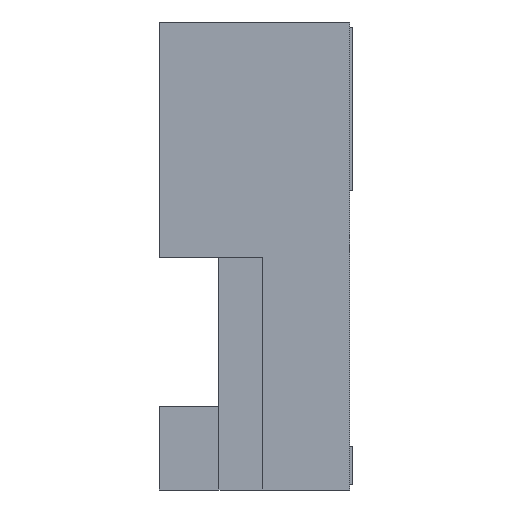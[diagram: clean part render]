
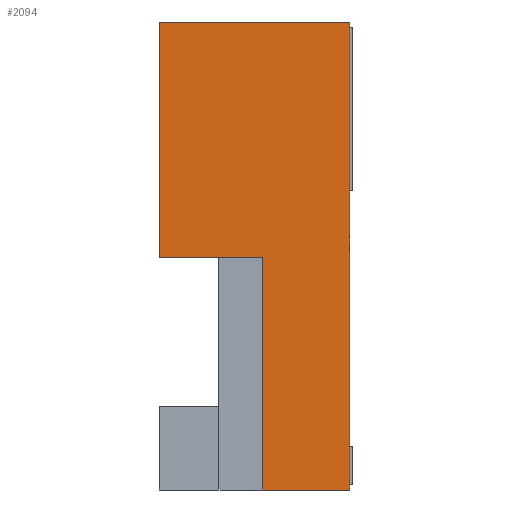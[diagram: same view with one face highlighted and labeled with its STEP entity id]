
A CAD part, left-side view. The second image highlights one B-rep face of the part: STEP entity #2094.
In plain terms, the highlighted planar face has unit normal (-1, 0, 0).
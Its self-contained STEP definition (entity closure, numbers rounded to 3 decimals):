
#59 = DIRECTION ( 'NONE',  ( 0., 0., 1. ) ) ;
#72 = CARTESIAN_POINT ( 'NONE',  ( -4.15, 0.03, -2.15 ) ) ;
#89 = CARTESIAN_POINT ( 'NONE',  ( -4.15, 1.78, -2.15 ) ) ;
#187 = DIRECTION ( 'NONE',  ( 0., 0., 1. ) ) ;
#194 = DIRECTION ( 'NONE',  ( 0., 1., 0. ) ) ;
#266 = CARTESIAN_POINT ( 'NONE',  ( -4.15, 0.03, -0.01 ) ) ;
#380 = LINE ( 'NONE', #89, #387 ) ;
#387 = VECTOR ( 'NONE', #59, 1000. ) ;
#404 = LINE ( 'NONE', #266, #407 ) ;
#407 = VECTOR ( 'NONE', #194, 1000. ) ;
#448 = LINE ( 'NONE', #72, #453 ) ;
#453 = VECTOR ( 'NONE', #187, 1000. ) ;
#1001 = LINE ( 'NONE', #2363, #1004 ) ;
#1003 = LINE ( 'NONE', #2478, #1006 ) ;
#1004 = VECTOR ( 'NONE', #2599, 1000. ) ;
#1006 = VECTOR ( 'NONE', #2516, 1000. ) ;
#1009 = LINE ( 'NONE', #2522, #1012 ) ;
#1012 = VECTOR ( 'NONE', #2524, 1000. ) ;
#1294 = DIRECTION ( 'NONE',  ( 0., 0., -1. ) ) ;
#1296 = DIRECTION ( 'NONE',  ( 1., 0., 0. ) ) ;
#1297 = CARTESIAN_POINT ( 'NONE',  ( -4.15, 0.03, -2.15 ) ) ;
#1322 = PLANE ( 'NONE',  #2779 ) ;
#1506 = EDGE_LOOP ( 'NONE', ( #1820, #1937, #1931, #1807, #1899, #1892 ) ) ;
#1552 = EDGE_CURVE ( 'NONE', #2962, #2957, #380, .T. ) ;
#1562 = EDGE_CURVE ( 'NONE', #3046, #2962, #404, .T. ) ;
#1585 = EDGE_CURVE ( 'NONE', #3047, #2341, #448, .T. ) ;
#1671 = EDGE_CURVE ( 'NONE', #2957, #2341, #1001, .T. ) ;
#1672 = EDGE_CURVE ( 'NONE', #3047, #2123, #1003, .T. ) ;
#1675 = EDGE_CURVE ( 'NONE', #2123, #3046, #1009, .T. ) ;
#1807 = ORIENTED_EDGE ( 'NONE', *, *, #1675, .F. ) ;
#1820 = ORIENTED_EDGE ( 'NONE', *, *, #1671, .F. ) ;
#1892 = ORIENTED_EDGE ( 'NONE', *, *, #1585, .T. ) ;
#1899 = ORIENTED_EDGE ( 'NONE', *, *, #1672, .F. ) ;
#1931 = ORIENTED_EDGE ( 'NONE', *, *, #1562, .F. ) ;
#1937 = ORIENTED_EDGE ( 'NONE', *, *, #1552, .F. ) ;
#2094 = ADVANCED_FACE ( 'NONE', ( #2939 ), #1322, .F. ) ;
#2123 = VERTEX_POINT ( 'NONE', #2640 ) ;
#2341 = VERTEX_POINT ( 'NONE', #2632 ) ;
#2363 = CARTESIAN_POINT ( 'NONE',  ( -4.15, 0.03, 2.15 ) ) ;
#2478 = CARTESIAN_POINT ( 'NONE',  ( -4.15, 0.03, -2.15 ) ) ;
#2516 = DIRECTION ( 'NONE',  ( 0., 1., 0. ) ) ;
#2522 = CARTESIAN_POINT ( 'NONE',  ( -4.15, 0.83, -2.15 ) ) ;
#2524 = DIRECTION ( 'NONE',  ( 0., 0., 1. ) ) ;
#2599 = DIRECTION ( 'NONE',  ( 0., -1., 0. ) ) ;
#2632 = CARTESIAN_POINT ( 'NONE',  ( -4.15, 0.03, 2.15 ) ) ;
#2640 = CARTESIAN_POINT ( 'NONE',  ( -4.15, 0.83, -2.15 ) ) ;
#2779 = AXIS2_PLACEMENT_3D ( 'NONE', #1297, #1296, #1294 ) ;
#2939 = FACE_OUTER_BOUND ( 'NONE', #1506, .T. ) ;
#2957 = VERTEX_POINT ( 'NONE', #3009 ) ;
#2962 = VERTEX_POINT ( 'NONE', #3002 ) ;
#2987 = CARTESIAN_POINT ( 'NONE',  ( -4.15, 0.83, -0.01 ) ) ;
#3002 = CARTESIAN_POINT ( 'NONE',  ( -4.15, 1.78, -0.01 ) ) ;
#3009 = CARTESIAN_POINT ( 'NONE',  ( -4.15, 1.78, 2.15 ) ) ;
#3016 = CARTESIAN_POINT ( 'NONE',  ( -4.15, 0.03, -2.15 ) ) ;
#3046 = VERTEX_POINT ( 'NONE', #2987 ) ;
#3047 = VERTEX_POINT ( 'NONE', #3016 ) ;
